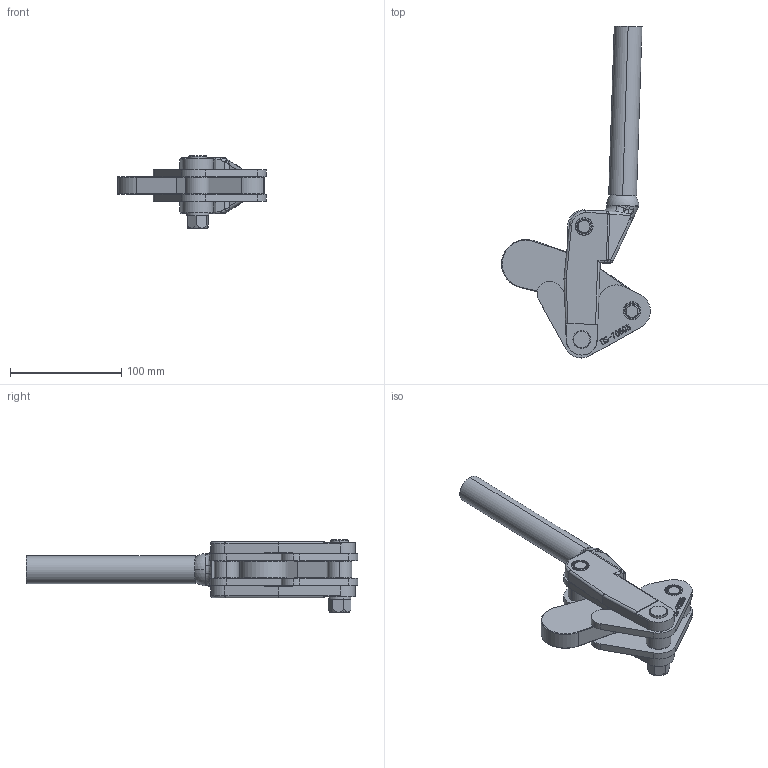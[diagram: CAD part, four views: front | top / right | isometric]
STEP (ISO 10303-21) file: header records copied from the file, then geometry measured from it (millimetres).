
FILE_DESCRIPTION (( 'STEP AP203' ), '1' );
FILE_NAME ('HS-70605 .STEP', '2019-08-24T06:57:21', ( '微软用户' ), ( '微软中国' ), 'SwSTEP 2.0', 'SolidWorks 2012', '' );
FILE_SCHEMA (( 'CONFIG_CONTROL_DESIGN' ));
Length unit declared in the file: millimetre
Products named in the file (13): 菁釱; 路杶; 种2; 蟀裝; 种1; 忒梟; T倛种; curved single coil spring lock washers gb_GB_FASTENER_WASHER_CSLW 12; 揤旋; prevailing torque all-metal 1 gb_GB_HEXAGON_LOCK_TYPE1 M12-N; 騵艦杶; 忒參奪; HS-70605 
Assembly tree (22 placements, depth 2):
  HS-70605 
    菁釱
    蟀裝  x2
    种1  x2
    种2
    揤旋
    忒梟
    路杶  x2
    T倛种
    curved single coil spring lock washers gb_GB_FASTENER_WASHER_CSLW 12
    prevailing torque all-metal 1 gb_GB_HEXAGON_LOCK_TYPE1 M12-N
    騵艦杶  x8
    忒參奪
Bounding box: 133.93 x 298.79 x 65.4 mm (x, y, z)
Volume: 326433.4 mm3; surface area: 118097.3 mm2
Topology: 23 solids, 23 shells, 763 faces, 1902 edges, 1196 vertices
Faces by surface type: plane 305, bspline 178, cylinder 161, cone 105, torus 10, sphere 4
Entity records: 28699 total; most frequent: CARTESIAN_POINT 12827, ORIENTED_EDGE 3234, DIRECTION 2459, EDGE_CURVE 1617, VERTEX_POINT 1040, LINE 919, VECTOR 919, AXIS2_PLACEMENT_3D 770
